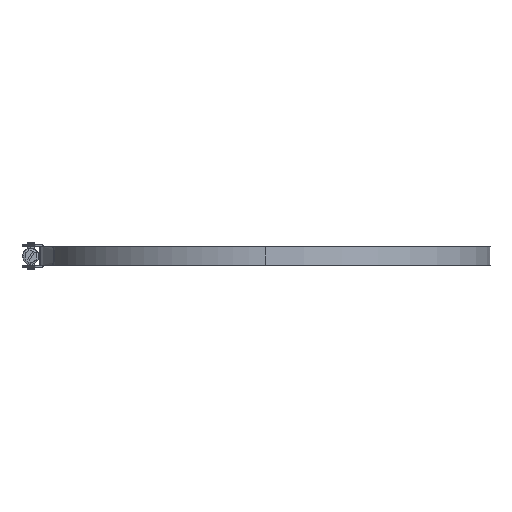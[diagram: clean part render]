
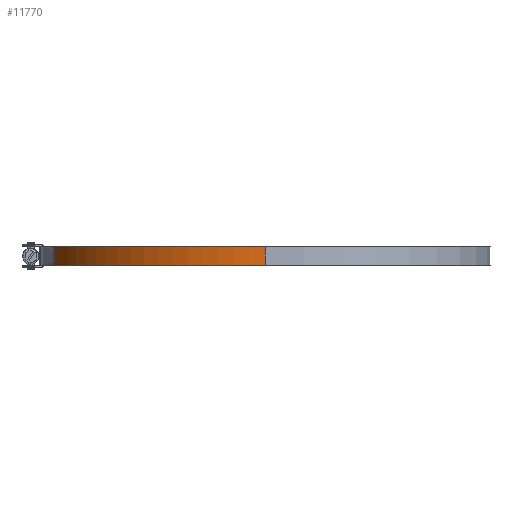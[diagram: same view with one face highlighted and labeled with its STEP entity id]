
A CAD part, left-side view. The second image highlights one B-rep face of the part: STEP entity #11770.
In plain terms, the highlighted cylindrical face has radius 156.03 mm (diameter 312.06 mm), a partial arc.
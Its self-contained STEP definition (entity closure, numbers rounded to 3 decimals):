
#700 = DIRECTION ( 'NONE',  ( -1., 0., 0. ) ) ;
#878 = CARTESIAN_POINT ( 'NONE',  ( -156.03, 0., -6.35 ) ) ;
#939 = LINE ( 'NONE', #3889, #9833 ) ;
#1129 = LINE ( 'NONE', #2091, #13292 ) ;
#1199 = CARTESIAN_POINT ( 'NONE',  ( -156.03, 0., 6.35 ) ) ;
#1353 = EDGE_LOOP ( 'NONE', ( #6593, #8526, #5447, #13453 ) ) ;
#1589 = EDGE_CURVE ( 'NONE', #3440, #9887, #8482, .T. ) ;
#2091 = CARTESIAN_POINT ( 'NONE',  ( -156.03, 0., 6.35 ) ) ;
#2629 = DIRECTION ( 'NONE',  ( 0., 0., -1. ) ) ;
#3136 = VERTEX_POINT ( 'NONE', #6787 ) ;
#3440 = VERTEX_POINT ( 'NONE', #6096 ) ;
#3650 = CYLINDRICAL_SURFACE ( 'NONE', #12626, 156.03 ) ;
#3889 = CARTESIAN_POINT ( 'NONE',  ( 0., 156.03, 6.35 ) ) ;
#4321 = CIRCLE ( 'NONE', #13071, 156.03 ) ;
#5144 = EDGE_CURVE ( 'NONE', #3136, #12949, #4321, .T. ) ;
#5447 = ORIENTED_EDGE ( 'NONE', *, *, #9336, .T. ) ;
#5828 = DIRECTION ( 'NONE',  ( 1., 0., 0. ) ) ;
#5970 = DIRECTION ( 'NONE',  ( 0., 0., 1. ) ) ;
#6096 = CARTESIAN_POINT ( 'NONE',  ( 0., 156.03, -6.35 ) ) ;
#6593 = ORIENTED_EDGE ( 'NONE', *, *, #11014, .F. ) ;
#6787 = CARTESIAN_POINT ( 'NONE',  ( 0., 156.03, 6.35 ) ) ;
#6850 = CARTESIAN_POINT ( 'NONE',  ( 0., 0., 6.35 ) ) ;
#7609 = AXIS2_PLACEMENT_3D ( 'NONE', #11870, #10912, #5828 ) ;
#7803 = CARTESIAN_POINT ( 'NONE',  ( 0., 0., 6.35 ) ) ;
#8482 = CIRCLE ( 'NONE', #7609, 156.03 ) ;
#8526 = ORIENTED_EDGE ( 'NONE', *, *, #5144, .F. ) ;
#9336 = EDGE_CURVE ( 'NONE', #3136, #3440, #939, .T. ) ;
#9833 = VECTOR ( 'NONE', #12294, 1000. ) ;
#9887 = VERTEX_POINT ( 'NONE', #878 ) ;
#10077 = FACE_OUTER_BOUND ( 'NONE', #1353, .T. ) ;
#10912 = DIRECTION ( 'NONE',  ( 0., 0., 1. ) ) ;
#11014 = EDGE_CURVE ( 'NONE', #12949, #9887, #1129, .T. ) ;
#11531 = DIRECTION ( 'NONE',  ( 0., 0., -1. ) ) ;
#11770 = ADVANCED_FACE ( 'NONE', ( #10077 ), #3650, .T. ) ;
#11870 = CARTESIAN_POINT ( 'NONE',  ( 0., 0., -6.35 ) ) ;
#12063 = DIRECTION ( 'NONE',  ( 1., 0., 0. ) ) ;
#12294 = DIRECTION ( 'NONE',  ( 0., 0., -1. ) ) ;
#12626 = AXIS2_PLACEMENT_3D ( 'NONE', #7803, #2629, #700 ) ;
#12949 = VERTEX_POINT ( 'NONE', #1199 ) ;
#13071 = AXIS2_PLACEMENT_3D ( 'NONE', #6850, #5970, #12063 ) ;
#13292 = VECTOR ( 'NONE', #11531, 1000. ) ;
#13453 = ORIENTED_EDGE ( 'NONE', *, *, #1589, .T. ) ;
